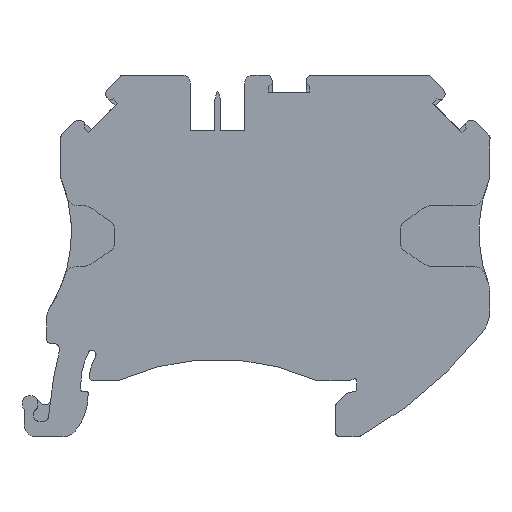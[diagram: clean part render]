
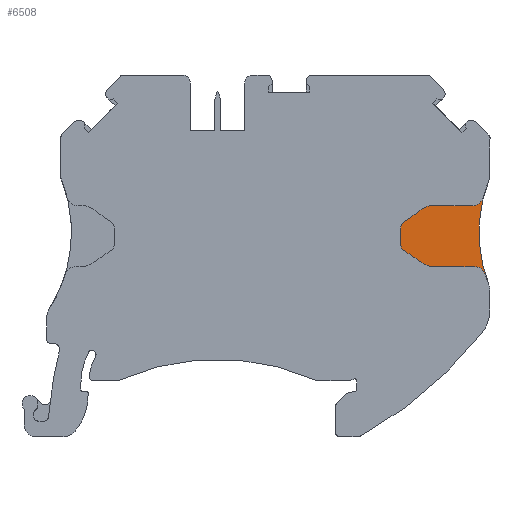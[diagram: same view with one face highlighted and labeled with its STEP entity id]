
A CAD part, front view. The second image highlights one B-rep face of the part: STEP entity #6508.
In plain terms, the highlighted planar face has unit normal (0, -1, 0).
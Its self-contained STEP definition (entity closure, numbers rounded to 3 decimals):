
#115=CIRCLE('',#6816,2.);
#116=CIRCLE('',#6817,2.);
#117=CIRCLE('',#6818,17.875);
#537=ORIENTED_EDGE('',*,*,#1953,.F.);
#538=ORIENTED_EDGE('',*,*,#1954,.T.);
#539=ORIENTED_EDGE('',*,*,#1905,.T.);
#540=ORIENTED_EDGE('',*,*,#1916,.T.);
#541=ORIENTED_EDGE('',*,*,#1955,.T.);
#542=ORIENTED_EDGE('',*,*,#1956,.F.);
#543=ORIENTED_EDGE('',*,*,#1957,.T.);
#544=ORIENTED_EDGE('',*,*,#1958,.F.);
#1905=EDGE_CURVE('',#2619,#2620,#3086,.F.);
#1916=EDGE_CURVE('',#2620,#2628,#3089,.F.);
#1953=EDGE_CURVE('',#2654,#2655,#115,.T.);
#1954=EDGE_CURVE('',#2654,#2619,#3100,.F.);
#1955=EDGE_CURVE('',#2628,#2656,#3101,.F.);
#1956=EDGE_CURVE('',#2657,#2656,#3102,.T.);
#1957=EDGE_CURVE('',#2657,#2658,#116,.T.);
#1958=EDGE_CURVE('',#2655,#2658,#117,.F.);
#2619=VERTEX_POINT('',#8777);
#2620=VERTEX_POINT('',#8778);
#2628=VERTEX_POINT('',#8798);
#2654=VERTEX_POINT('',#8880);
#2655=VERTEX_POINT('',#8881);
#2656=VERTEX_POINT('',#8884);
#2657=VERTEX_POINT('',#8886);
#2658=VERTEX_POINT('',#8888);
#3086=LINE('',#8776,#3506);
#3089=LINE('',#8799,#3509);
#3100=LINE('',#8882,#3520);
#3101=LINE('',#8883,#3521);
#3102=LINE('',#8885,#3522);
#3506=VECTOR('',#7308,1000.);
#3509=VECTOR('',#7331,1000.);
#3520=VECTOR('',#7424,1000.);
#3521=VECTOR('',#7425,1000.);
#3522=VECTOR('',#7426,1000.);
#3932=EDGE_LOOP('',(#537,#538,#539,#540,#541,#542,#543,#544));
#4218=FACE_BOUND('',#3932,.T.);
#4488=PLANE('',#6815);
#6508=ADVANCED_FACE('',(#4218),#4488,.F.);
#6815=AXIS2_PLACEMENT_3D('',#8878,#7420,#7421);
#6816=AXIS2_PLACEMENT_3D('',#8879,#7422,#7423);
#6817=AXIS2_PLACEMENT_3D('',#8887,#7427,#7428);
#6818=AXIS2_PLACEMENT_3D('',#8889,#7429,#7430);
#7308=DIRECTION('',(0.775,0.,0.632));
#7331=DIRECTION('',(0.,0.,1.));
#7420=DIRECTION('',(0.,1.,0.));
#7421=DIRECTION('',(0.,0.,1.));
#7422=DIRECTION('',(0.,1.,0.));
#7423=DIRECTION('',(0.,0.,1.));
#7424=DIRECTION('',(1.,0.,0.));
#7425=DIRECTION('',(-0.889,0.,0.458));
#7426=DIRECTION('',(0.,0.,-1.));
#7427=DIRECTION('',(0.,-1.,0.));
#7428=DIRECTION('',(1.,0.,0.));
#7429=DIRECTION('',(0.,1.,0.));
#7430=DIRECTION('',(0.,0.,1.));
#8776=CARTESIAN_POINT('',(6.209,2.05,-7.606));
#8777=CARTESIAN_POINT('',(21.037,2.05,4.5));
#8778=CARTESIAN_POINT('',(14.267,2.05,-1.027));
#8798=CARTESIAN_POINT('',(14.267,2.05,-5.727));
#8799=CARTESIAN_POINT('',(14.267,2.05,0.));
#8878=CARTESIAN_POINT('',(0.,2.05,0.));
#8879=CARTESIAN_POINT('',(23.752,2.05,4.959));
#8880=CARTESIAN_POINT('',(25.699,2.05,4.5));
#8881=CARTESIAN_POINT('',(25.614,2.05,4.228));
#8882=CARTESIAN_POINT('',(0.,2.05,4.5));
#8883=CARTESIAN_POINT('',(0.659,2.05,1.28));
#8884=CARTESIAN_POINT('',(25.75,2.05,-11.64));
#8885=CARTESIAN_POINT('',(25.75,2.05,7.621));
#8886=CARTESIAN_POINT('',(25.75,2.05,-9.481));
#8887=CARTESIAN_POINT('',(23.752,2.05,-9.569));
#8888=CARTESIAN_POINT('',(25.614,2.05,-8.838));
#8889=CARTESIAN_POINT('',(42.252,2.05,-2.305));
